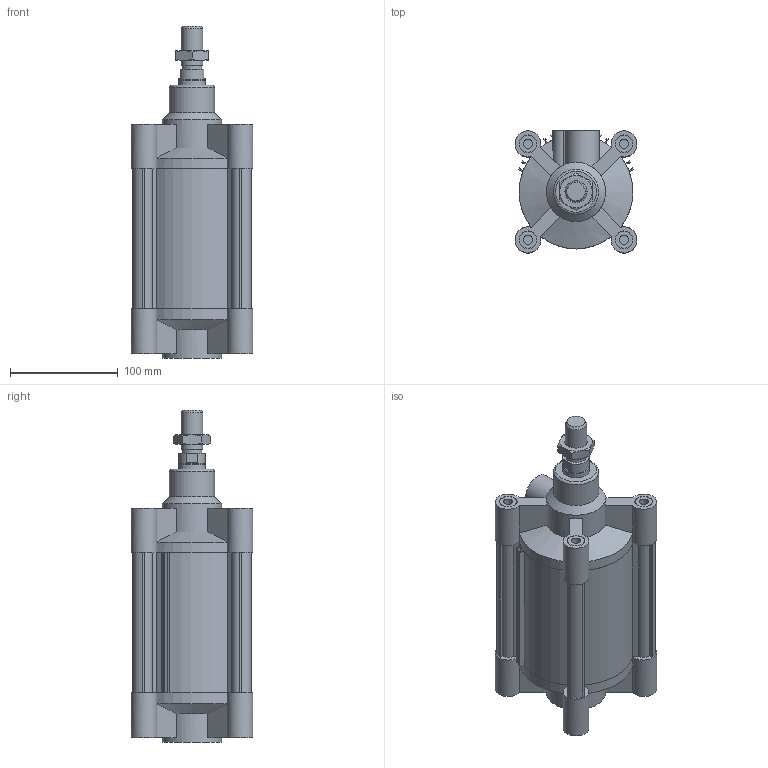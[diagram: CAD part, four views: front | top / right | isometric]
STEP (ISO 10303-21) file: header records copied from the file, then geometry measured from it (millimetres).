
FILE_DESCRIPTION((''),'2;1');
FILE_NAME('139#_100_0075_01.iam.stp','2012-01-28T07:56:08',(''),(''),'Autodesk Inventor 2012','Autodesk Inventor 2012','');
FILE_SCHEMA(('AUTOMOTIVE_DESIGN { 1 0 10303 214 1 1 1 1 }'));
Length unit declared in the file: millimetre
Products named in the file (6): 139#_100_0075_01; CPL100_004-75; CPL100-001-01; CPL100-002-01; CPL_100_0075; 1320_80_18F
Assembly tree (5 placements, depth 2):
  139#_100_0075_01
    CPL100_004-75
    CPL100-001-01
    CPL100-002-01
    CPL_100_0075
    1320_80_18F
Bounding box: 113 x 113 x 308 mm (x, y, z)
Volume: 1407172.1 mm3; surface area: 295497.5 mm2
Topology: 5 solids, 5 shells, 284 faces, 690 edges, 448 vertices
Faces by surface type: plane 150, cylinder 89, cone 44, torus 1
Full cylindrical faces by diameter (mm): 8.5 x8, 9.4 x4, 12 x2, 16 x8, 16.5 x8, 18 x1, 18.5 x1, 19 x2, 20 x1, 24.5 x1, 25 x2, 42 x1, 55 x2, 100 x4
Entity records: 8378 total; most frequent: CARTESIAN_POINT 1633, DIRECTION 1362, ORIENTED_EDGE 1266, EDGE_CURVE 633, AXIS2_PLACEMENT_3D 518, VERTEX_POINT 443, EDGE_LOOP 382, VECTOR 326
